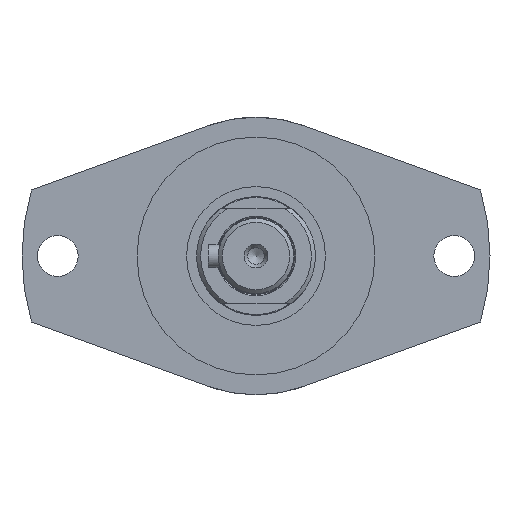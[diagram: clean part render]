
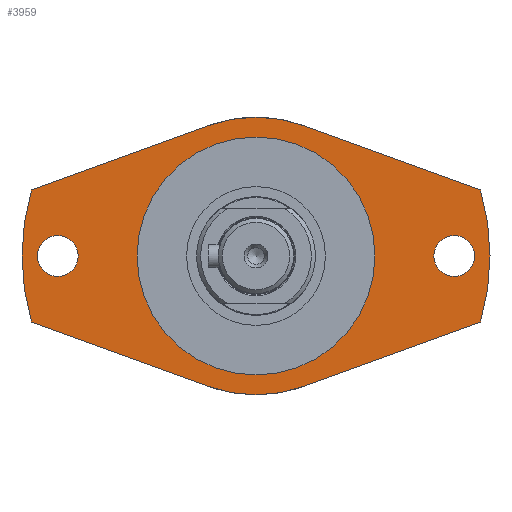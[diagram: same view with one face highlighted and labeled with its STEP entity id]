
A CAD part, left-side view. The second image highlights one B-rep face of the part: STEP entity #3959.
In plain terms, the highlighted planar face has unit normal (-1, 0, 0).
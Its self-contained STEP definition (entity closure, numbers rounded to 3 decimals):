
#466=LINE('',#6726,#779);
#469=LINE('',#6732,#782);
#473=LINE('',#6739,#786);
#476=LINE('',#6745,#789);
#779=VECTOR('',#5338,10.);
#782=VECTOR('',#5343,10.);
#786=VECTOR('',#5349,10.);
#789=VECTOR('',#5354,10.);
#1027=FACE_BOUND('',#1467,.T.);
#1028=FACE_BOUND('',#1468,.T.);
#1029=FACE_BOUND('',#1469,.T.);
#1231=FACE_OUTER_BOUND('',#1466,.T.);
#1466=EDGE_LOOP('',(#3561,#3562,#3563,#3564,#3565,#3566,#3567,#3568));
#1467=EDGE_LOOP('',(#3569));
#1468=EDGE_LOOP('',(#3570));
#1469=EDGE_LOOP('',(#3571));
#1632=CIRCLE('',#4320,35.);
#1634=CIRCLE('',#4322,35.);
#1640=CIRCLE('',#4334,5.15);
#1642=CIRCLE('',#4337,5.15);
#1644=CIRCLE('',#4345,59.);
#1645=CIRCLE('',#4346,59.);
#1646=CIRCLE('',#4347,30.);
#1970=VERTEX_POINT('',#6677);
#1971=VERTEX_POINT('',#6679);
#1974=VERTEX_POINT('',#6685);
#1975=VERTEX_POINT('',#6687);
#1982=VERTEX_POINT('',#6713);
#1984=VERTEX_POINT('',#6719);
#1985=VERTEX_POINT('',#6723);
#1988=VERTEX_POINT('',#6731);
#1990=VERTEX_POINT('',#6737);
#1992=VERTEX_POINT('',#6742);
#1993=VERTEX_POINT('',#6751);
#2489=EDGE_CURVE('',#1971,#1970,#1632,.T.);
#2493=EDGE_CURVE('',#1975,#1974,#1634,.T.);
#2507=EDGE_CURVE('',#1982,#1982,#1640,.T.);
#2510=EDGE_CURVE('',#1984,#1984,#1642,.T.);
#2512=EDGE_CURVE('',#1970,#1985,#466,.T.);
#2515=EDGE_CURVE('',#1988,#1975,#469,.T.);
#2519=EDGE_CURVE('',#1974,#1990,#473,.T.);
#2522=EDGE_CURVE('',#1992,#1971,#476,.T.);
#2524=EDGE_CURVE('',#1988,#1985,#1644,.T.);
#2525=EDGE_CURVE('',#1992,#1990,#1645,.T.);
#2526=EDGE_CURVE('',#1993,#1993,#1646,.T.);
#3561=ORIENTED_EDGE('',*,*,#2522,.T.);
#3562=ORIENTED_EDGE('',*,*,#2489,.T.);
#3563=ORIENTED_EDGE('',*,*,#2512,.T.);
#3564=ORIENTED_EDGE('',*,*,#2524,.F.);
#3565=ORIENTED_EDGE('',*,*,#2515,.T.);
#3566=ORIENTED_EDGE('',*,*,#2493,.T.);
#3567=ORIENTED_EDGE('',*,*,#2519,.T.);
#3568=ORIENTED_EDGE('',*,*,#2525,.F.);
#3569=ORIENTED_EDGE('',*,*,#2507,.T.);
#3570=ORIENTED_EDGE('',*,*,#2510,.T.);
#3571=ORIENTED_EDGE('',*,*,#2526,.T.);
#3756=PLANE('',#4344);
#3959=ADVANCED_FACE('',(#1231,#1027,#1028,#1029),#3756,.T.);
#4320=AXIS2_PLACEMENT_3D('',#6680,#5288,#5289);
#4322=AXIS2_PLACEMENT_3D('',#6688,#5294,#5295);
#4334=AXIS2_PLACEMENT_3D('',#6715,#5326,#5327);
#4337=AXIS2_PLACEMENT_3D('',#6721,#5333,#5334);
#4344=AXIS2_PLACEMENT_3D('',#6748,#5359,#5360);
#4345=AXIS2_PLACEMENT_3D('',#6749,#5361,#5362);
#4346=AXIS2_PLACEMENT_3D('',#6750,#5363,#5364);
#4347=AXIS2_PLACEMENT_3D('',#6752,#5365,#5366);
#5288=DIRECTION('center_axis',(-1.,0.,0.));
#5289=DIRECTION('ref_axis',(0.,-0.342,0.94));
#5294=DIRECTION('center_axis',(-1.,0.,0.));
#5295=DIRECTION('ref_axis',(0.,0.342,-0.94));
#5326=DIRECTION('center_axis',(1.,0.,0.));
#5327=DIRECTION('ref_axis',(0.,0.,
-1.));
#5333=DIRECTION('center_axis',(1.,0.,0.));
#5334=DIRECTION('ref_axis',(0.,0.,
-1.));
#5338=DIRECTION('',(0.,-0.94,0.342));
#5343=DIRECTION('',(0.,0.94,0.342));
#5349=DIRECTION('',(0.,0.94,-0.342));
#5354=DIRECTION('',(0.,-0.94,-0.342));
#5359=DIRECTION('center_axis',(-1.,0.,0.));
#5360=DIRECTION('ref_axis',(0.,0.,1.));
#5361=DIRECTION('center_axis',(1.,0.,0.));
#5362=DIRECTION('ref_axis',(0.,1.,0.));
#5363=DIRECTION('center_axis',(1.,0.,0.));
#5364=DIRECTION('ref_axis',(0.,1.,0.));
#5365=DIRECTION('center_axis',(1.,0.,0.));
#5366=DIRECTION('ref_axis',(0.,1.,0.));
#6677=CARTESIAN_POINT('',(-155.,-11.971,-32.889));
#6679=CARTESIAN_POINT('',(-155.,11.971,-32.889));
#6680=CARTESIAN_POINT('Origin',(-155.,0.,0.));
#6685=CARTESIAN_POINT('',(-155.,11.971,32.889));
#6687=CARTESIAN_POINT('',(-155.,-11.971,32.889));
#6688=CARTESIAN_POINT('Origin',(-155.,0.,0.));
#6713=CARTESIAN_POINT('',(-155.,-50.,5.15));
#6715=CARTESIAN_POINT('Origin',(-155.,-50.,0.));
#6719=CARTESIAN_POINT('',(-155.,50.,5.15));
#6721=CARTESIAN_POINT('Origin',(-155.,50.,0.));
#6723=CARTESIAN_POINT('',(-155.,-56.604,-16.644));
#6726=CARTESIAN_POINT('',(-155.,7.677,-40.04));
#6731=CARTESIAN_POINT('',(-155.,-56.604,16.644));
#6732=CARTESIAN_POINT('',(-155.,-37.505,23.596));
#6737=CARTESIAN_POINT('',(-155.,56.604,16.644));
#6739=CARTESIAN_POINT('',(-155.,31.618,25.738));
#6742=CARTESIAN_POINT('',(-155.,56.604,-16.644));
#6745=CARTESIAN_POINT('',(-155.,76.799,-9.294));
#6748=CARTESIAN_POINT('Origin',(-155.,44.5,0.));
#6749=CARTESIAN_POINT('Origin',(-155.,0.,0.));
#6750=CARTESIAN_POINT('Origin',(-155.,0.,0.));
#6751=CARTESIAN_POINT('',(-155.,-30.,0.));
#6752=CARTESIAN_POINT('Origin',(-155.,0.,0.));
